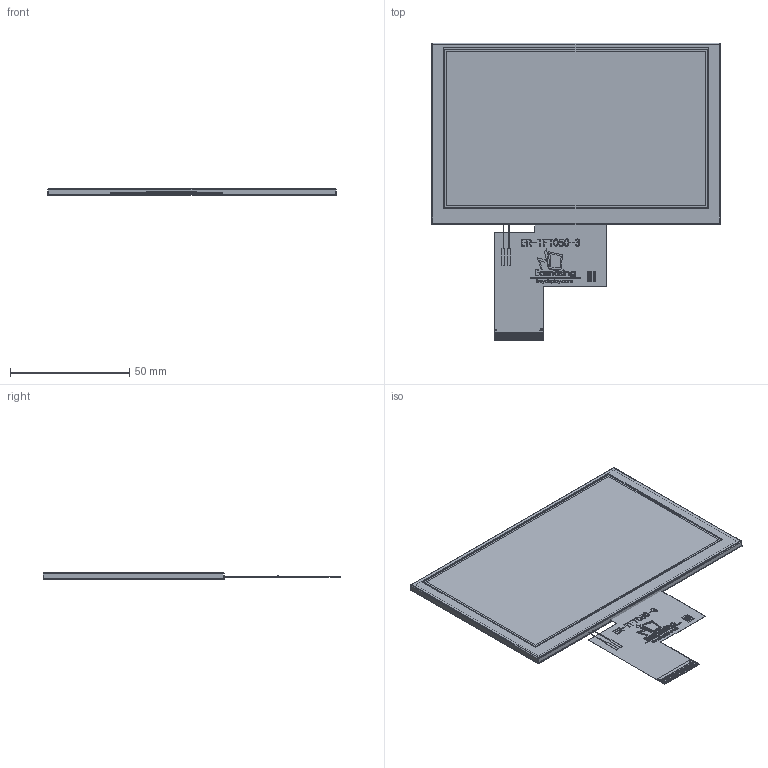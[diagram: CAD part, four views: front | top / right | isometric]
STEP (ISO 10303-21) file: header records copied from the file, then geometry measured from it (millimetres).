
FILE_DESCRIPTION (( 'STEP AP214' ), '1' );
FILE_NAME ('ER-TFT050-3.STEP', '2025-09-28T09:52:07', ( '微软用户' ), ( '微软中国' ), 'SwSTEP 2.0', 'SolidWorks 2023', '' );
FILE_SCHEMA (( 'AUTOMOTIVE_DESIGN' ));
Length unit declared in the file: millimetre
Products named in the file (4): 050-3logo; 框; ER-TFT050-3; 屏
Assembly tree (3 placements, depth 2):
  ER-TFT050-3
    屏
    框
    050-3logo
Bounding box: 120.7 x 124.63 x 2.8 mm (x, y, z)
Volume: 23977.5 mm3; surface area: 45190.5 mm2
Topology: 34 solids, 34 shells, 566 faces, 1516 edges, 1042 vertices
Faces by surface type: plane 389, bspline 169, cylinder 8
Entity records: 28156 total; most frequent: CARTESIAN_POINT 13077, ORIENTED_EDGE 3032, DIRECTION 1958, EDGE_CURVE 1516, LINE 1152, VECTOR 1152, VERTEX_POINT 1042, EDGE_LOOP 614
